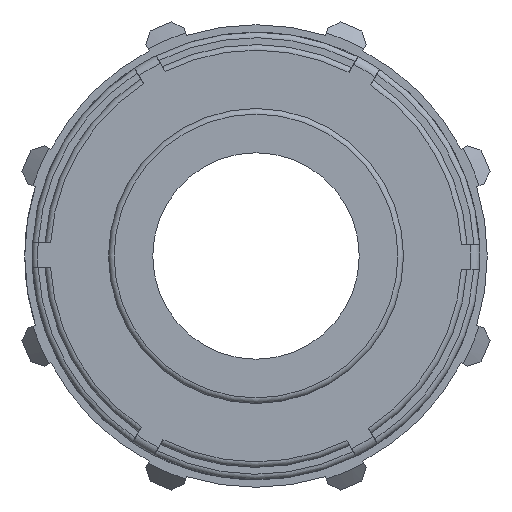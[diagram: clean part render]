
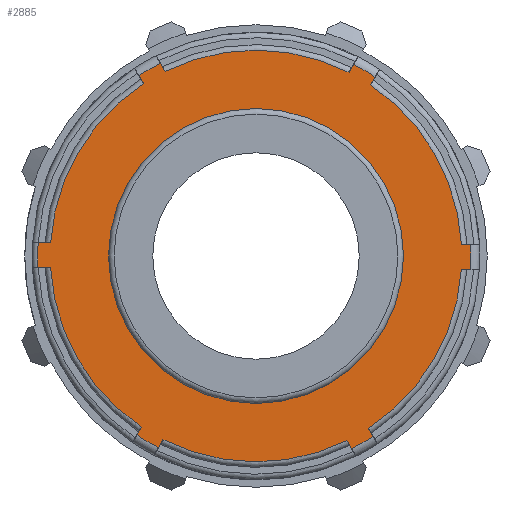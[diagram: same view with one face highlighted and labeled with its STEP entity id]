
A CAD part, left-side view. The second image highlights one B-rep face of the part: STEP entity #2885.
In plain terms, the highlighted planar face has unit normal (-1, 0, 0).
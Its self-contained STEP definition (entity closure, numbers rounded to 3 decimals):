
#60=FACE_BOUND('',#776,.T.);
#126=LINE('',#4154,#318);
#144=LINE('',#4282,#336);
#151=LINE('',#4364,#343);
#158=LINE('',#4446,#350);
#159=LINE('',#4473,#351);
#166=LINE('',#4531,#358);
#173=LINE('',#4589,#365);
#180=LINE('',#4647,#372);
#193=LINE('',#4760,#385);
#194=LINE('',#4763,#386);
#206=LINE('',#4927,#398);
#207=LINE('',#4931,#399);
#318=VECTOR('',#3306,2.088);
#336=VECTOR('',#3356,2.088);
#343=VECTOR('',#3369,2.088);
#350=VECTOR('',#3382,2.088);
#351=VECTOR('',#3389,2.089);
#358=VECTOR('',#3398,2.089);
#365=VECTOR('',#3407,2.089);
#372=VECTOR('',#3416,2.089);
#385=VECTOR('',#3431,2.088);
#386=VECTOR('',#3434,2.089);
#398=VECTOR('',#3568,2.831);
#399=VECTOR('',#3571,2.829);
#525=PLANE('',#3090);
#618=FACE_OUTER_BOUND('',#775,.T.);
#775=EDGE_LOOP('',(#2098,#2099,#2100,#2101,#2102,#2103,#2104,#2105,#2106,
#2107,#2108,#2109,#2110,#2111,#2112,#2113,#2114,#2115,#2116,#2117,#2118,
#2119,#2120,#2121));
#776=EDGE_LOOP('',(#2122));
#905=CIRCLE('',#2999,48.85);
#918=CIRCLE('',#3015,48.85);
#919=CIRCLE('',#3018,48.85);
#920=CIRCLE('',#3021,48.85);
#921=CIRCLE('',#3024,48.85);
#952=CIRCLE('',#3091,46.765);
#953=CIRCLE('',#3092,49.59);
#954=CIRCLE('',#3093,46.765);
#955=CIRCLE('',#3094,46.765);
#956=CIRCLE('',#3095,46.765);
#957=CIRCLE('',#3096,46.765);
#958=CIRCLE('',#3097,46.765);
#959=CIRCLE('',#3098,31.41);
#1101=VERTEX_POINT('',#4069);
#1104=VERTEX_POINT('',#4083);
#1115=VERTEX_POINT('',#4143);
#1138=VERTEX_POINT('',#4202);
#1139=VERTEX_POINT('',#4213);
#1149=VERTEX_POINT('',#4271);
#1150=VERTEX_POINT('',#4284);
#1151=VERTEX_POINT('',#4295);
#1161=VERTEX_POINT('',#4353);
#1162=VERTEX_POINT('',#4366);
#1163=VERTEX_POINT('',#4377);
#1173=VERTEX_POINT('',#4435);
#1174=VERTEX_POINT('',#4448);
#1175=VERTEX_POINT('',#4459);
#1176=VERTEX_POINT('',#4472);
#1186=VERTEX_POINT('',#4530);
#1196=VERTEX_POINT('',#4588);
#1206=VERTEX_POINT('',#4646);
#1225=VERTEX_POINT('',#4749);
#1226=VERTEX_POINT('',#4762);
#1246=VERTEX_POINT('',#4924);
#1247=VERTEX_POINT('',#4926);
#1248=VERTEX_POINT('',#4928);
#1249=VERTEX_POINT('',#4930);
#1250=VERTEX_POINT('',#4937);
#1391=EDGE_CURVE('',#1104,#1101,#905,.T.);
#1403=EDGE_CURVE('',#1115,#1104,#126,.T.);
#1429=EDGE_CURVE('',#1139,#1138,#918,.T.);
#1440=EDGE_CURVE('',#1149,#1139,#144,.T.);
#1443=EDGE_CURVE('',#1151,#1150,#919,.T.);
#1454=EDGE_CURVE('',#1161,#1151,#151,.T.);
#1457=EDGE_CURVE('',#1163,#1162,#920,.T.);
#1468=EDGE_CURVE('',#1173,#1163,#158,.T.);
#1471=EDGE_CURVE('',#1175,#1174,#921,.T.);
#1472=EDGE_CURVE('',#1174,#1176,#159,.T.);
#1483=EDGE_CURVE('',#1138,#1186,#166,.T.);
#1494=EDGE_CURVE('',#1150,#1196,#173,.T.);
#1505=EDGE_CURVE('',#1162,#1206,#180,.T.);
#1526=EDGE_CURVE('',#1225,#1175,#193,.T.);
#1527=EDGE_CURVE('',#1101,#1226,#194,.T.);
#1576=EDGE_CURVE('',#1246,#1115,#952,.T.);
#1577=EDGE_CURVE('',#1247,#1246,#206,.T.);
#1578=EDGE_CURVE('',#1248,#1247,#953,.T.);
#1579=EDGE_CURVE('',#1249,#1248,#207,.T.);
#1580=EDGE_CURVE('',#1186,#1249,#954,.T.);
#1581=EDGE_CURVE('',#1196,#1149,#955,.T.);
#1582=EDGE_CURVE('',#1206,#1161,#956,.T.);
#1583=EDGE_CURVE('',#1176,#1173,#957,.T.);
#1584=EDGE_CURVE('',#1226,#1225,#958,.T.);
#1585=EDGE_CURVE('',#1250,#1250,#959,.T.);
#2098=ORIENTED_EDGE('',*,*,#1391,.F.);
#2099=ORIENTED_EDGE('',*,*,#1403,.F.);
#2100=ORIENTED_EDGE('',*,*,#1576,.F.);
#2101=ORIENTED_EDGE('',*,*,#1577,.F.);
#2102=ORIENTED_EDGE('',*,*,#1578,.F.);
#2103=ORIENTED_EDGE('',*,*,#1579,.F.);
#2104=ORIENTED_EDGE('',*,*,#1580,.F.);
#2105=ORIENTED_EDGE('',*,*,#1483,.F.);
#2106=ORIENTED_EDGE('',*,*,#1429,.F.);
#2107=ORIENTED_EDGE('',*,*,#1440,.F.);
#2108=ORIENTED_EDGE('',*,*,#1581,.F.);
#2109=ORIENTED_EDGE('',*,*,#1494,.F.);
#2110=ORIENTED_EDGE('',*,*,#1443,.F.);
#2111=ORIENTED_EDGE('',*,*,#1454,.F.);
#2112=ORIENTED_EDGE('',*,*,#1582,.F.);
#2113=ORIENTED_EDGE('',*,*,#1505,.F.);
#2114=ORIENTED_EDGE('',*,*,#1457,.F.);
#2115=ORIENTED_EDGE('',*,*,#1468,.F.);
#2116=ORIENTED_EDGE('',*,*,#1583,.F.);
#2117=ORIENTED_EDGE('',*,*,#1472,.F.);
#2118=ORIENTED_EDGE('',*,*,#1471,.F.);
#2119=ORIENTED_EDGE('',*,*,#1526,.F.);
#2120=ORIENTED_EDGE('',*,*,#1584,.F.);
#2121=ORIENTED_EDGE('',*,*,#1527,.F.);
#2122=ORIENTED_EDGE('',*,*,#1585,.F.);
#2885=ADVANCED_FACE('',(#618,#60),#525,.T.);
#2999=AXIS2_PLACEMENT_3D('',#4094,#3295,#3296);
#3015=AXIS2_PLACEMENT_3D('',#4224,#3346,#3347);
#3018=AXIS2_PLACEMENT_3D('',#4306,#3359,#3360);
#3021=AXIS2_PLACEMENT_3D('',#4388,#3372,#3373);
#3024=AXIS2_PLACEMENT_3D('',#4470,#3385,#3386);
#3090=AXIS2_PLACEMENT_3D('',#4923,#3564,#3565);
#3091=AXIS2_PLACEMENT_3D('',#4925,#3566,#3567);
#3092=AXIS2_PLACEMENT_3D('',#4929,#3569,#3570);
#3093=AXIS2_PLACEMENT_3D('',#4932,#3572,#3573);
#3094=AXIS2_PLACEMENT_3D('',#4933,#3574,#3575);
#3095=AXIS2_PLACEMENT_3D('',#4934,#3576,#3577);
#3096=AXIS2_PLACEMENT_3D('',#4935,#3578,#3579);
#3097=AXIS2_PLACEMENT_3D('',#4936,#3580,#3581);
#3098=AXIS2_PLACEMENT_3D('',#4938,#3582,#3583);
#3295=DIRECTION('center_axis',(1.,0.,0.));
#3296=DIRECTION('ref_axis',(0.,0.495,0.869));
#3306=DIRECTION('',(0.,0.5,0.866));
#3346=DIRECTION('center_axis',(1.,0.,0.));
#3347=DIRECTION('ref_axis',(0.,0.505,-0.863));
#3356=DIRECTION('',(0.,0.5,-0.866));
#3359=DIRECTION('center_axis',(1.,0.,0.));
#3360=DIRECTION('ref_axis',(0.,-0.495,-0.869));
#3369=DIRECTION('',(0.,-0.5,-0.866));
#3372=DIRECTION('center_axis',(1.,0.,0.));
#3373=DIRECTION('ref_axis',(0.,-1.,-0.005));
#3382=DIRECTION('',(0.,-1.,0.));
#3385=DIRECTION('center_axis',(1.,0.,0.));
#3386=DIRECTION('ref_axis',(0.,-0.505,0.863));
#3389=DIRECTION('',(0.,0.5,-0.866));
#3398=DIRECTION('',(0.,-0.5,0.866));
#3407=DIRECTION('',(0.,0.5,0.866));
#3416=DIRECTION('',(0.,1.,0.));
#3431=DIRECTION('',(0.,-0.5,0.866));
#3434=DIRECTION('',(0.,-0.5,-0.866));
#3564=DIRECTION('center_axis',(-1.,0.,0.));
#3565=DIRECTION('ref_axis',(0.,0.,1.));
#3566=DIRECTION('center_axis',(1.,0.,0.));
#3567=DIRECTION('ref_axis',(0.,-1.,-0.006));
#3568=DIRECTION('',(0.,-1.,0.));
#3569=DIRECTION('center_axis',(1.,0.,0.));
#3570=DIRECTION('ref_axis',(0.,1.,0.005));
#3571=DIRECTION('',(0.,1.,0.));
#3572=DIRECTION('center_axis',(1.,0.,0.));
#3573=DIRECTION('ref_axis',(0.,-1.,-0.006));
#3574=DIRECTION('center_axis',(1.,0.,0.));
#3575=DIRECTION('ref_axis',(0.,-1.,-0.006));
#3576=DIRECTION('center_axis',(1.,0.,0.));
#3577=DIRECTION('ref_axis',(0.,-1.,-0.006));
#3578=DIRECTION('center_axis',(1.,0.,0.));
#3579=DIRECTION('ref_axis',(0.,-1.,-0.006));
#3580=DIRECTION('center_axis',(1.,0.,0.));
#3581=DIRECTION('ref_axis',(0.,-1.,-0.006));
#3582=DIRECTION('center_axis',(-1.,0.,0.));
#3583=DIRECTION('ref_axis',(0.,-1.,0.));
#4069=CARTESIAN_POINT('',(25.383,21.699,43.766));
#4083=CARTESIAN_POINT('',(25.383,26.608,40.968));
#4094=CARTESIAN_POINT('Origin',(25.383,0.,0.));
#4143=CARTESIAN_POINT('',(25.383,25.564,39.16));
#4154=CARTESIAN_POINT('',(25.383,25.598,39.219));
#4202=CARTESIAN_POINT('',(25.383,27.053,-40.675));
#4213=CARTESIAN_POINT('',(25.383,22.175,-43.527));
#4224=CARTESIAN_POINT('Origin',(25.383,0.,0.));
#4271=CARTESIAN_POINT('',(25.383,21.131,-41.718));
#4282=CARTESIAN_POINT('',(25.383,21.165,-41.777));
#4284=CARTESIAN_POINT('',(25.383,-21.699,-43.766));
#4295=CARTESIAN_POINT('',(25.383,-26.608,-40.968));
#4306=CARTESIAN_POINT('Origin',(25.383,0.,0.));
#4353=CARTESIAN_POINT('',(25.383,-25.564,-39.16));
#4364=CARTESIAN_POINT('',(25.383,-25.598,-39.219));
#4366=CARTESIAN_POINT('',(25.383,-48.752,-3.091));
#4377=CARTESIAN_POINT('',(25.383,-48.783,2.559));
#4388=CARTESIAN_POINT('Origin',(25.383,0.,0.));
#4435=CARTESIAN_POINT('',(25.383,-46.695,2.559));
#4446=CARTESIAN_POINT('',(25.383,-46.763,2.559));
#4448=CARTESIAN_POINT('',(25.383,-27.053,40.675));
#4459=CARTESIAN_POINT('',(25.383,-22.175,43.527));
#4470=CARTESIAN_POINT('Origin',(25.383,0.,0.));
#4472=CARTESIAN_POINT('',(25.383,-26.008,38.866));
#4473=CARTESIAN_POINT('',(25.383,-22.02,31.957));
#4530=CARTESIAN_POINT('',(25.383,26.008,-38.866));
#4531=CARTESIAN_POINT('',(25.383,22.02,-31.957));
#4588=CARTESIAN_POINT('',(25.383,-20.654,-41.957));
#4589=CARTESIAN_POINT('',(25.383,-16.666,-35.048));
#4646=CARTESIAN_POINT('',(25.383,-46.663,-3.091));
#4647=CARTESIAN_POINT('',(25.383,-38.686,-3.091));
#4749=CARTESIAN_POINT('',(25.383,-21.131,41.718));
#4760=CARTESIAN_POINT('',(25.383,-21.165,41.777));
#4762=CARTESIAN_POINT('',(25.383,20.654,41.957));
#4763=CARTESIAN_POINT('',(25.383,16.666,35.048));
#4923=CARTESIAN_POINT('Origin',(25.383,48.025,0.));
#4924=CARTESIAN_POINT('',(25.383,46.663,3.091));
#4925=CARTESIAN_POINT('Origin',(25.383,0.,0.));
#4926=CARTESIAN_POINT('',(25.383,49.494,3.091));
#4927=CARTESIAN_POINT('',(25.383,41.328,3.091));
#4928=CARTESIAN_POINT('',(25.383,49.524,-2.559));
#4929=CARTESIAN_POINT('Origin',(25.383,0.,0.));
#4930=CARTESIAN_POINT('',(25.383,46.695,-2.559));
#4931=CARTESIAN_POINT('',(25.383,49.405,-2.559));
#4932=CARTESIAN_POINT('Origin',(25.383,0.,0.));
#4933=CARTESIAN_POINT('Origin',(25.383,0.,0.));
#4934=CARTESIAN_POINT('Origin',(25.383,0.,0.));
#4935=CARTESIAN_POINT('Origin',(25.383,0.,0.));
#4936=CARTESIAN_POINT('Origin',(25.383,0.,0.));
#4937=CARTESIAN_POINT('',(25.383,31.41,0.));
#4938=CARTESIAN_POINT('Origin',(25.383,0.,0.));
